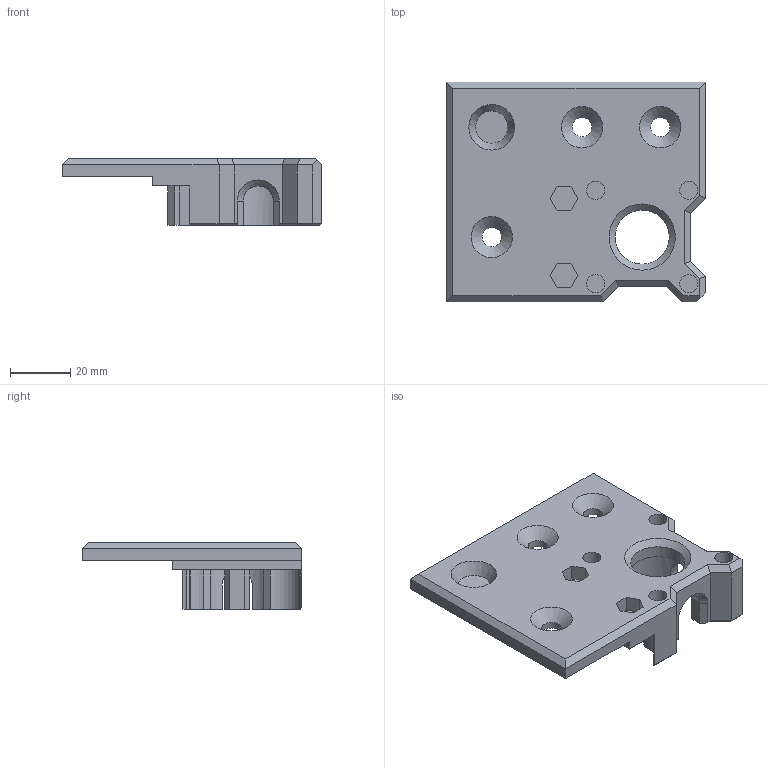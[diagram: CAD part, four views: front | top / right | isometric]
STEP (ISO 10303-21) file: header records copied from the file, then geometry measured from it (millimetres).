
FILE_DESCRIPTION(/* description */ ('STEP AP214'),/* implementation_level */ '2;1');
FILE_NAME(/* name */ '603a470d83511015a261efaa',/* time_stamp */ '2021-02-27T13:20:14+00:00',/* author */ (''),/* organization */ (''),/* preprocessor_version */ 'ST-DEVELOPER v18.1',/* originating_system */ ' ',/* authorisation */ ' ');
FILE_SCHEMA (('AUTOMOTIVE_DESIGN {1 0 10303 214 3 1 1}'));
Length unit declared in the file: metre
Products named in the file (1): xy_motor_cage_top_left
Bounding box: 86 x 73 x 22 mm (x, y, z)
Volume: 45685.6 mm3; surface area: 19175 mm2
Topology: 1 solids, 1 shells, 133 faces, 324 edges, 206 vertices
Faces by surface type: plane 103, cylinder 23, cone 7
Full cylindrical faces by diameter (mm): 3.1 x4, 5.1 x2, 6 x4, 6.4 x3, 18 x1, 24 x1
Entity records: 3776 total; most frequent: CARTESIAN_POINT 656, DIRECTION 626, ORIENTED_EDGE 604, EDGE_CURVE 302, LINE 242, VECTOR 242, VERTEX_POINT 204, AXIS2_PLACEMENT_3D 192
